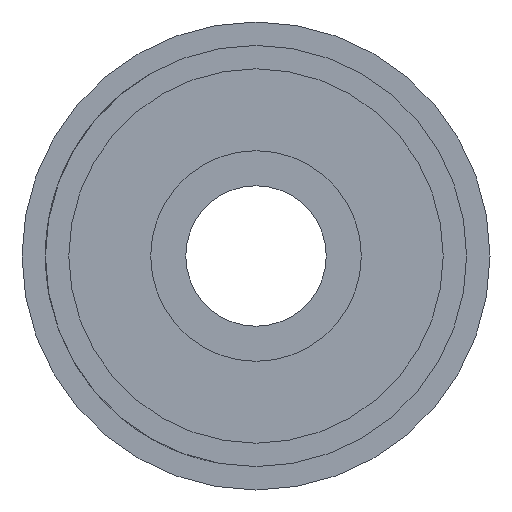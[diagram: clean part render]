
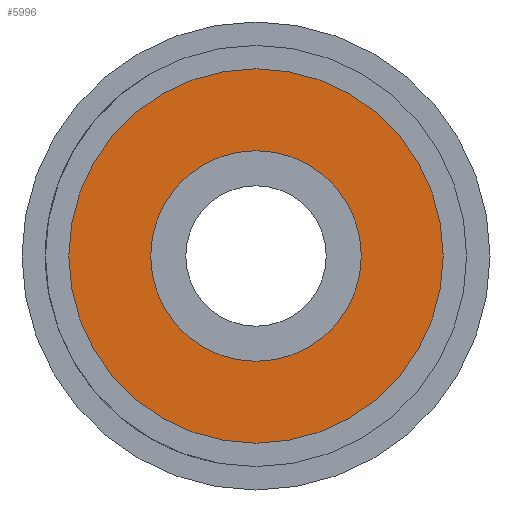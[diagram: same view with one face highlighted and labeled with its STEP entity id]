
A CAD part, left-side view. The second image highlights one B-rep face of the part: STEP entity #5996.
In plain terms, the highlighted planar face has unit normal (-1, 0, 0).
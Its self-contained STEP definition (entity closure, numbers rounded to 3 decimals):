
#247 = DIRECTION ( 'NONE',  ( -1., 0., 0. ) ) ;
#290 = AXIS2_PLACEMENT_3D ( 'NONE', #3232, #2061, #7160 ) ;
#639 = FACE_BOUND ( 'NONE', #1722, .T. ) ;
#695 = CARTESIAN_POINT ( 'NONE',  ( 0., 0., -4.5 ) ) ;
#1231 = CARTESIAN_POINT ( 'NONE',  ( 0., 0., 0. ) ) ;
#1722 = EDGE_LOOP ( 'NONE', ( #5093, #7290 ) ) ;
#1915 = CIRCLE ( 'NONE', #4106, 4.5 ) ;
#1995 = DIRECTION ( 'NONE',  ( 0., 0., -1. ) ) ;
#2061 = DIRECTION ( 'NONE',  ( -1., 0., 0. ) ) ;
#2352 = EDGE_CURVE ( 'NONE', #5956, #2809, #1915, .T. ) ;
#2496 = EDGE_CURVE ( 'NONE', #7425, #2851, #6844, .T. ) ;
#2809 = VERTEX_POINT ( 'NONE', #695 ) ;
#2851 = VERTEX_POINT ( 'NONE', #7107 ) ;
#2876 = CARTESIAN_POINT ( 'NONE',  ( 0., 0., 4.5 ) ) ;
#3013 = DIRECTION ( 'NONE',  ( 0., 0., -1. ) ) ;
#3232 = CARTESIAN_POINT ( 'NONE',  ( 0., 0., 0. ) ) ;
#3237 = EDGE_CURVE ( 'NONE', #2851, #7425, #5890, .T. ) ;
#3549 = EDGE_LOOP ( 'NONE', ( #6538, #5267 ) ) ;
#3737 = CARTESIAN_POINT ( 'NONE',  ( 0., 0., 0. ) ) ;
#3885 = DIRECTION ( 'NONE',  ( 1., 0., 0. ) ) ;
#3988 = AXIS2_PLACEMENT_3D ( 'NONE', #3737, #4375, #3013 ) ;
#4106 = AXIS2_PLACEMENT_3D ( 'NONE', #7052, #4960, #7607 ) ;
#4375 = DIRECTION ( 'NONE',  ( 1., 0., 0. ) ) ;
#4482 = FACE_OUTER_BOUND ( 'NONE', #3549, .T. ) ;
#4819 = DIRECTION ( 'NONE',  ( 0., 0., 1. ) ) ;
#4944 = CIRCLE ( 'NONE', #3988, 4.5 ) ;
#4960 = DIRECTION ( 'NONE',  ( 1., 0., 0. ) ) ;
#5093 = ORIENTED_EDGE ( 'NONE', *, *, #2352, .T. ) ;
#5267 = ORIENTED_EDGE ( 'NONE', *, *, #3237, .T. ) ;
#5494 = AXIS2_PLACEMENT_3D ( 'NONE', #1231, #3885, #1995 ) ;
#5704 = CARTESIAN_POINT ( 'NONE',  ( 0., 0., 8. ) ) ;
#5890 = CIRCLE ( 'NONE', #290, 8. ) ;
#5956 = VERTEX_POINT ( 'NONE', #2876 ) ;
#5996 = ADVANCED_FACE ( 'NONE', ( #639, #4482 ), #7856, .F. ) ;
#6149 = CARTESIAN_POINT ( 'NONE',  ( 0., 0., 0. ) ) ;
#6538 = ORIENTED_EDGE ( 'NONE', *, *, #2496, .T. ) ;
#6796 = EDGE_CURVE ( 'NONE', #2809, #5956, #4944, .T. ) ;
#6844 = CIRCLE ( 'NONE', #7374, 8. ) ;
#7052 = CARTESIAN_POINT ( 'NONE',  ( 0., 0., 0. ) ) ;
#7107 = CARTESIAN_POINT ( 'NONE',  ( 0., 0., -8. ) ) ;
#7160 = DIRECTION ( 'NONE',  ( 0., 0., 1. ) ) ;
#7290 = ORIENTED_EDGE ( 'NONE', *, *, #6796, .T. ) ;
#7374 = AXIS2_PLACEMENT_3D ( 'NONE', #6149, #247, #4819 ) ;
#7425 = VERTEX_POINT ( 'NONE', #5704 ) ;
#7607 = DIRECTION ( 'NONE',  ( 0., 0., -1. ) ) ;
#7856 = PLANE ( 'NONE',  #5494 ) ;
